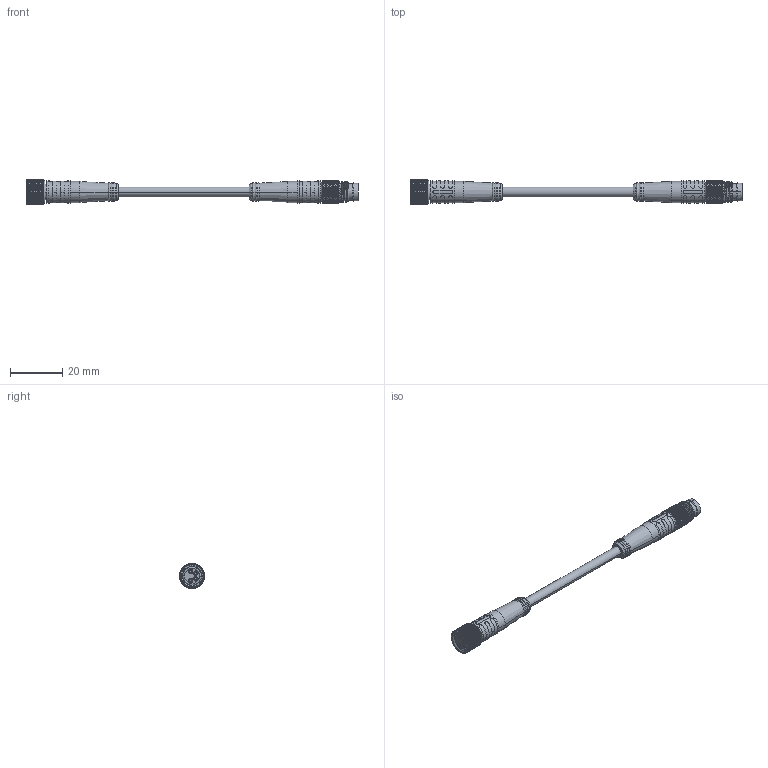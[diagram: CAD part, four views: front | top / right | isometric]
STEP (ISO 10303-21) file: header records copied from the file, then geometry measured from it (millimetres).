
FILE_DESCRIPTION((''),'2;1');
FILE_NAME('243307_SM01_ASM','2024-07-19T09:31:55',('banengservice'),('BANNER ENGINEERING'),'CREO PARAMETRIC BY PTC INC, 2022414','CREO PARAMETRIC BY PTC INC, 2022414','');
FILE_SCHEMA(('CONFIG_CONTROL_DESIGN'));
Products named in the file (2): 243307_EP01; 243307_SM01_ASM
Assembly tree (1 placements, depth 2):
  243307_SM01_ASM
    243307_EP01
Bounding box: 126.7 x 9.5 x 9.5 mm (x, y, z)
Volume: 4021.6 mm3; surface area: 3976 mm2
Topology: 1 solids, 1 shells, 4076 faces, 10325 edges, 6284 vertices
Faces by surface type: bspline 2700, cylinder 964, plane 364, cone 26, revolution 12, sphere 8, torus 2
Entity records: 188848 total; most frequent: CARTESIAN_POINT 117328, ORIENTED_EDGE 20634, EDGE_CURVE 10317, B_SPLINE_CURVE_WITH_KNOTS 8872, VERTEX_POINT 6284, DIRECTION 4671, EDGE_LOOP 4117, FACE_OUTER_BOUND 4076
